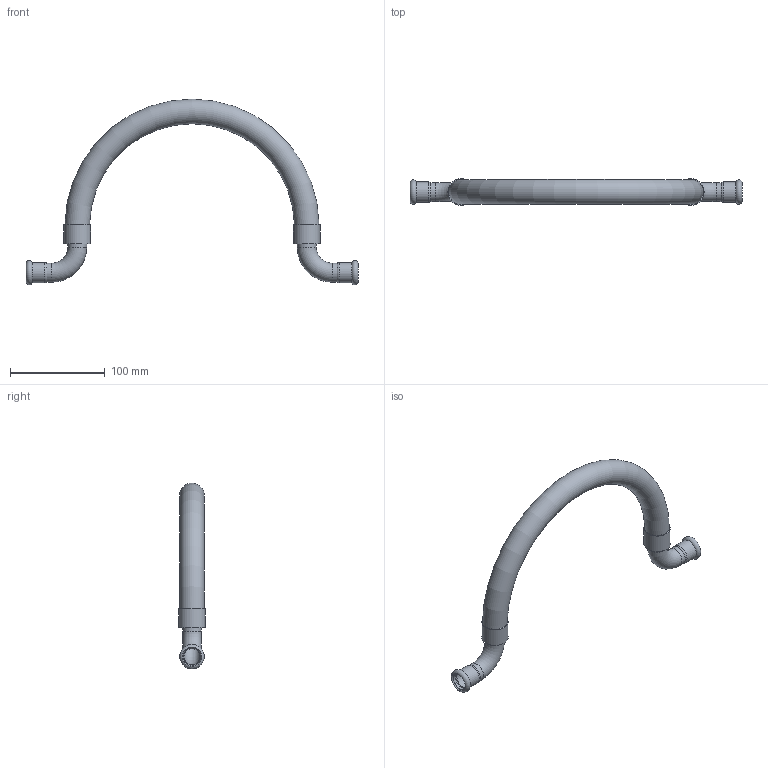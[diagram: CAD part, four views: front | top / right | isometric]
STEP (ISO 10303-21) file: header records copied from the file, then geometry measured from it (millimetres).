
FILE_DESCRIPTION(/* description */ ('Tubo flessibile ad omega DN18'),/* implementation_level */ '2;1');
FILE_NAME(/* name */ '199018001_Inoxpres.stp',/* time_stamp */ '2022-10-13T07:51:01+02:00',/* author */ ('Vault'),/* organization */ ('Raccorderie metalliche s.p.a. '),/* preprocessor_version */ 'ST-DEVELOPER v18.1',/* originating_system */ 'Autodesk Inventor 2020',/* authorisation */ 'Raccorderie metalliche s.p.a. ');
FILE_SCHEMA (('AUTOMOTIVE_DESIGN { 1 0 10303 214 3 1 1 }'));
Length unit declared in the file: millimetre
Products named in the file (1): 199018001_Inoxpres
Bounding box: 350 x 28 x 195.85 mm (x, y, z)
Volume: 144447.7 mm3; surface area: 75209 mm2
Topology: 1 solids, 1 shells, 40 faces, 137 edges, 101 vertices
Faces by surface type: cylinder 18, torus 16, plane 4, cone 2
Full cylindrical faces by diameter (mm): 17 x4, 18.3 x2, 18.7 x4, 20 x4, 21.3 x2, 28 x2
Entity records: 1775 total; most frequent: CARTESIAN_POINT 411, DIRECTION 328, ORIENTED_EDGE 274, AXIS2_PLACEMENT_3D 154, EDGE_CURVE 137, CIRCLE 113, VERTEX_POINT 101, EDGE_LOOP 44
